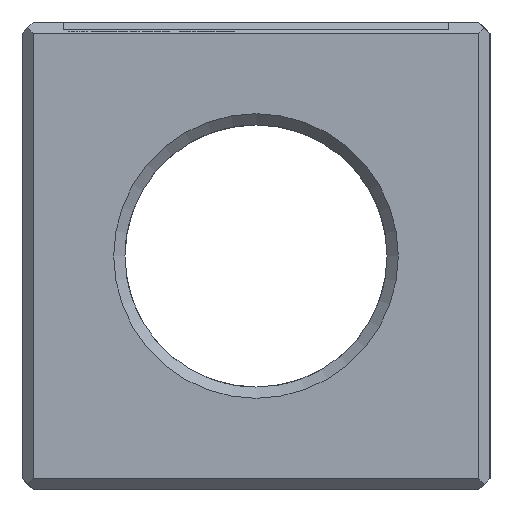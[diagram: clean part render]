
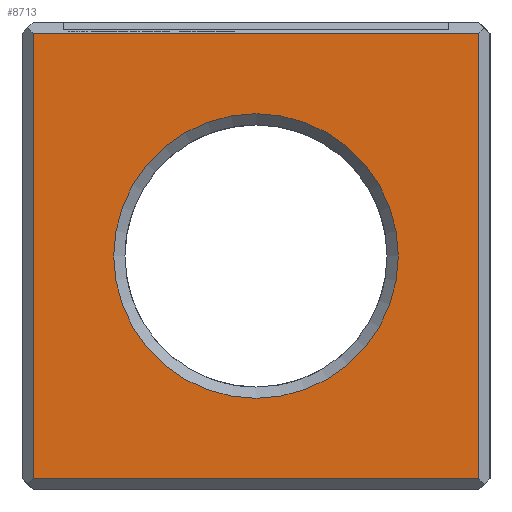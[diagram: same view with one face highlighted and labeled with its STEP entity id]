
A CAD part, left-side view. The second image highlights one B-rep face of the part: STEP entity #8713.
In plain terms, the highlighted planar face has unit normal (-1, 0, 0).
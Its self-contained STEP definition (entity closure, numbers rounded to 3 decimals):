
#72 = PLANE('',#73);
#73 = AXIS2_PLACEMENT_3D('',#74,#75,#76);
#74 = CARTESIAN_POINT('',(0.,0.,0.3));
#75 = DIRECTION('',(-0.707,0.,-0.707)
  );
#76 = DIRECTION('',(0.707,0.,-0.707));
#1902 = PLANE('',#1903);
#1903 = AXIS2_PLACEMENT_3D('',#1904,#1905,#1906);
#1904 = CARTESIAN_POINT('',(0.3,12.5,0.));
#1905 = DIRECTION('',(0.707,-0.707,0.));
#1906 = DIRECTION('',(-0.707,-0.707,0.));
#2133 = PLANE('',#2134);
#2134 = AXIS2_PLACEMENT_3D('',#2135,#2136,#2137);
#2135 = CARTESIAN_POINT('',(0.3,0.,0.));
#2136 = DIRECTION('',(-0.707,-0.707,0.));
#2137 = DIRECTION('',(-0.707,0.707,0.));
#2201 = VERTEX_POINT('',#2202);
#2202 = CARTESIAN_POINT('',(0.,0.3,0.3));
#2223 = EDGE_CURVE('',#2201,#2224,#2226,.T.);
#2224 = VERTEX_POINT('',#2225);
#2225 = CARTESIAN_POINT('',(0.,12.2,0.3));
#2226 = SURFACE_CURVE('',#2227,(#2231,#2238),.PCURVE_S1.);
#2227 = LINE('',#2228,#2229);
#2228 = CARTESIAN_POINT('',(0.,0.,0.3));
#2229 = VECTOR('',#2230,1.);
#2230 = DIRECTION('',(0.,1.,0.));
#2231 = PCURVE('',#72,#2232);
#2232 = DEFINITIONAL_REPRESENTATION('',(#2233),#2237);
#2233 = LINE('',#2234,#2235);
#2234 = CARTESIAN_POINT('',(0.,0.));
#2235 = VECTOR('',#2236,1.);
#2236 = DIRECTION('',(0.,-1.));
#2237 = ( GEOMETRIC_REPRESENTATION_CONTEXT(2) 
PARAMETRIC_REPRESENTATION_CONTEXT() REPRESENTATION_CONTEXT('2D SPACE',''
  ) );
#2238 = PCURVE('',#2239,#2244);
#2239 = PLANE('',#2240);
#2240 = AXIS2_PLACEMENT_3D('',#2241,#2242,#2243);
#2241 = CARTESIAN_POINT('',(0.,12.5,0.));
#2242 = DIRECTION('',(1.,0.,0.));
#2243 = DIRECTION('',(0.,-1.,0.));
#2244 = DEFINITIONAL_REPRESENTATION('',(#2245),#2249);
#2245 = LINE('',#2246,#2247);
#2246 = CARTESIAN_POINT('',(12.5,-0.3));
#2247 = VECTOR('',#2248,1.);
#2248 = DIRECTION('',(-1.,0.));
#2249 = ( GEOMETRIC_REPRESENTATION_CONTEXT(2) 
PARAMETRIC_REPRESENTATION_CONTEXT() REPRESENTATION_CONTEXT('2D SPACE',''
  ) );
#6670 = VERTEX_POINT('',#6671);
#6671 = CARTESIAN_POINT('',(0.,12.2,12.2));
#6685 = PLANE('',#6686);
#6686 = AXIS2_PLACEMENT_3D('',#6687,#6688,#6689);
#6687 = CARTESIAN_POINT('',(0.3,0.,12.5));
#6688 = DIRECTION('',(-0.707,0.,0.707
    ));
#6689 = DIRECTION('',(-0.707,0.,-0.707
    ));
#6697 = EDGE_CURVE('',#2224,#6670,#6698,.T.);
#6698 = SURFACE_CURVE('',#6699,(#6703,#6710),.PCURVE_S1.);
#6699 = LINE('',#6700,#6701);
#6700 = CARTESIAN_POINT('',(0.,12.2,0.));
#6701 = VECTOR('',#6702,1.);
#6702 = DIRECTION('',(0.,0.,1.));
#6703 = PCURVE('',#1902,#6704);
#6704 = DEFINITIONAL_REPRESENTATION('',(#6705),#6709);
#6705 = LINE('',#6706,#6707);
#6706 = CARTESIAN_POINT('',(0.424,-0.));
#6707 = VECTOR('',#6708,1.);
#6708 = DIRECTION('',(0.,-1.));
#6709 = ( GEOMETRIC_REPRESENTATION_CONTEXT(2) 
PARAMETRIC_REPRESENTATION_CONTEXT() REPRESENTATION_CONTEXT('2D SPACE',''
  ) );
#6710 = PCURVE('',#2239,#6711);
#6711 = DEFINITIONAL_REPRESENTATION('',(#6712),#6716);
#6712 = LINE('',#6713,#6714);
#6713 = CARTESIAN_POINT('',(0.3,0.));
#6714 = VECTOR('',#6715,1.);
#6715 = DIRECTION('',(0.,-1.));
#6716 = ( GEOMETRIC_REPRESENTATION_CONTEXT(2) 
PARAMETRIC_REPRESENTATION_CONTEXT() REPRESENTATION_CONTEXT('2D SPACE',''
  ) );
#8670 = VERTEX_POINT('',#8671);
#8671 = CARTESIAN_POINT('',(0.,0.3,12.2));
#8692 = EDGE_CURVE('',#2201,#8670,#8693,.T.);
#8693 = SURFACE_CURVE('',#8694,(#8698,#8705),.PCURVE_S1.);
#8694 = LINE('',#8695,#8696);
#8695 = CARTESIAN_POINT('',(0.,0.3,0.));
#8696 = VECTOR('',#8697,1.);
#8697 = DIRECTION('',(0.,0.,1.));
#8698 = PCURVE('',#2133,#8699);
#8699 = DEFINITIONAL_REPRESENTATION('',(#8700),#8704);
#8700 = LINE('',#8701,#8702);
#8701 = CARTESIAN_POINT('',(0.424,0.));
#8702 = VECTOR('',#8703,1.);
#8703 = DIRECTION('',(0.,-1.));
#8704 = ( GEOMETRIC_REPRESENTATION_CONTEXT(2) 
PARAMETRIC_REPRESENTATION_CONTEXT() REPRESENTATION_CONTEXT('2D SPACE',''
  ) );
#8705 = PCURVE('',#2239,#8706);
#8706 = DEFINITIONAL_REPRESENTATION('',(#8707),#8711);
#8707 = LINE('',#8708,#8709);
#8708 = CARTESIAN_POINT('',(12.2,0.));
#8709 = VECTOR('',#8710,1.);
#8710 = DIRECTION('',(0.,-1.));
#8711 = ( GEOMETRIC_REPRESENTATION_CONTEXT(2) 
PARAMETRIC_REPRESENTATION_CONTEXT() REPRESENTATION_CONTEXT('2D SPACE',''
  ) );
#8713 = ADVANCED_FACE('',(#8714,#8740),#2239,.F.);
#8714 = FACE_BOUND('',#8715,.F.);
#8715 = EDGE_LOOP('',(#8716,#8717,#8718,#8719));
#8716 = ORIENTED_EDGE('',*,*,#8692,.F.);
#8717 = ORIENTED_EDGE('',*,*,#2223,.T.);
#8718 = ORIENTED_EDGE('',*,*,#6697,.T.);
#8719 = ORIENTED_EDGE('',*,*,#8720,.F.);
#8720 = EDGE_CURVE('',#8670,#6670,#8721,.T.);
#8721 = SURFACE_CURVE('',#8722,(#8726,#8733),.PCURVE_S1.);
#8722 = LINE('',#8723,#8724);
#8723 = CARTESIAN_POINT('',(0.,0.,12.2));
#8724 = VECTOR('',#8725,1.);
#8725 = DIRECTION('',(0.,1.,0.));
#8726 = PCURVE('',#2239,#8727);
#8727 = DEFINITIONAL_REPRESENTATION('',(#8728),#8732);
#8728 = LINE('',#8729,#8730);
#8729 = CARTESIAN_POINT('',(12.5,-12.2));
#8730 = VECTOR('',#8731,1.);
#8731 = DIRECTION('',(-1.,0.));
#8732 = ( GEOMETRIC_REPRESENTATION_CONTEXT(2) 
PARAMETRIC_REPRESENTATION_CONTEXT() REPRESENTATION_CONTEXT('2D SPACE',''
  ) );
#8733 = PCURVE('',#6685,#8734);
#8734 = DEFINITIONAL_REPRESENTATION('',(#8735),#8739);
#8735 = LINE('',#8736,#8737);
#8736 = CARTESIAN_POINT('',(0.424,0.));
#8737 = VECTOR('',#8738,1.);
#8738 = DIRECTION('',(0.,-1.));
#8739 = ( GEOMETRIC_REPRESENTATION_CONTEXT(2) 
PARAMETRIC_REPRESENTATION_CONTEXT() REPRESENTATION_CONTEXT('2D SPACE',''
  ) );
#8740 = FACE_BOUND('',#8741,.F.);
#8741 = EDGE_LOOP('',(#8742));
#8742 = ORIENTED_EDGE('',*,*,#8743,.T.);
#8743 = EDGE_CURVE('',#8744,#8744,#8746,.T.);
#8744 = VERTEX_POINT('',#8745);
#8745 = CARTESIAN_POINT('',(0.,2.45,6.25));
#8746 = SURFACE_CURVE('',#8747,(#8752,#8763),.PCURVE_S1.);
#8747 = CIRCLE('',#8748,3.8);
#8748 = AXIS2_PLACEMENT_3D('',#8749,#8750,#8751);
#8749 = CARTESIAN_POINT('',(0.,6.25,6.25));
#8750 = DIRECTION('',(-1.,0.,0.));
#8751 = DIRECTION('',(0.,-1.,0.));
#8752 = PCURVE('',#2239,#8753);
#8753 = DEFINITIONAL_REPRESENTATION('',(#8754),#8762);
#8754 = ( BOUNDED_CURVE() B_SPLINE_CURVE(2,(#8755,#8756,#8757,#8758,
#8759,#8760,#8761),.UNSPECIFIED.,.T.,.F.) B_SPLINE_CURVE_WITH_KNOTS((1,2
    ,2,2,2,1),(-2.094,0.,2.094,4.189,
6.283,8.378),.UNSPECIFIED.) CURVE() 
GEOMETRIC_REPRESENTATION_ITEM() RATIONAL_B_SPLINE_CURVE((1.,0.5,1.,0.5,
1.,0.5,1.)) REPRESENTATION_ITEM('') );
#8755 = CARTESIAN_POINT('',(10.05,-6.25));
#8756 = CARTESIAN_POINT('',(10.05,-12.832));
#8757 = CARTESIAN_POINT('',(4.35,-9.541));
#8758 = CARTESIAN_POINT('',(-1.35,-6.25));
#8759 = CARTESIAN_POINT('',(4.35,-2.959));
#8760 = CARTESIAN_POINT('',(10.05,0.332));
#8761 = CARTESIAN_POINT('',(10.05,-6.25));
#8762 = ( GEOMETRIC_REPRESENTATION_CONTEXT(2) 
PARAMETRIC_REPRESENTATION_CONTEXT() REPRESENTATION_CONTEXT('2D SPACE',''
  ) );
#8763 = PCURVE('',#8764,#8769);
#8764 = CONICAL_SURFACE('',#8765,3.5,0.785);
#8765 = AXIS2_PLACEMENT_3D('',#8766,#8767,#8768);
#8766 = CARTESIAN_POINT('',(0.3,6.25,6.25));
#8767 = DIRECTION('',(-1.,-0.,-0.));
#8768 = DIRECTION('',(0.,-1.,0.));
#8769 = DEFINITIONAL_REPRESENTATION('',(#8770),#8774);
#8770 = LINE('',#8771,#8772);
#8771 = CARTESIAN_POINT('',(-0.,0.3));
#8772 = VECTOR('',#8773,1.);
#8773 = DIRECTION('',(1.,-0.));
#8774 = ( GEOMETRIC_REPRESENTATION_CONTEXT(2) 
PARAMETRIC_REPRESENTATION_CONTEXT() REPRESENTATION_CONTEXT('2D SPACE',''
  ) );
